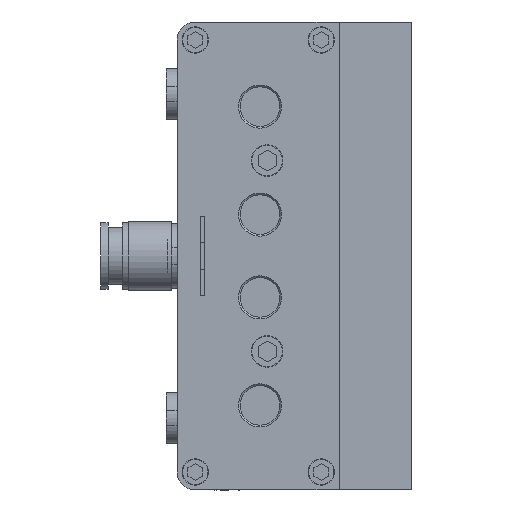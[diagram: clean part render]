
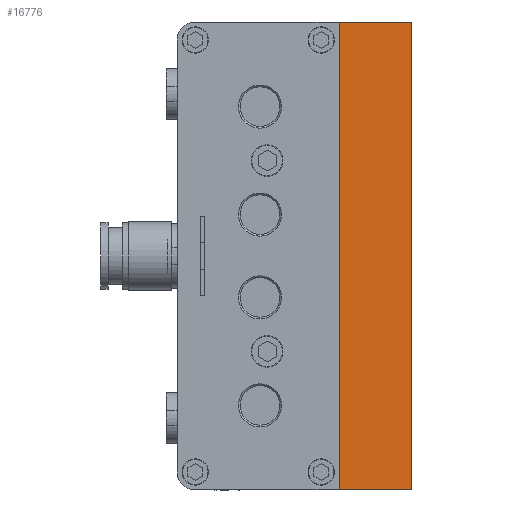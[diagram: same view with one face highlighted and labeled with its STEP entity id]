
A CAD part, left-side view. The second image highlights one B-rep face of the part: STEP entity #16776.
In plain terms, the highlighted planar face has unit normal (-1, 0, 0).
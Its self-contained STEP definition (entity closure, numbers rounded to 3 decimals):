
#578 = VERTEX_POINT ( 'NONE', #29871 ) ;
#857 = CARTESIAN_POINT ( 'NONE',  ( -590., -20., -65. ) ) ;
#2587 = DIRECTION ( 'NONE',  ( 0., 0., -1. ) ) ;
#3328 = FACE_OUTER_BOUND ( 'NONE', #13184, .T. ) ;
#3345 = EDGE_CURVE ( 'NONE', #22423, #33072, #11800, .T. ) ;
#5387 = DIRECTION ( 'NONE',  ( 0., 0., -1. ) ) ;
#6596 = VECTOR ( 'NONE', #32854, 1000. ) ;
#9898 = EDGE_CURVE ( 'NONE', #31157, #22423, #33909, .T. ) ;
#10712 = CARTESIAN_POINT ( 'NONE',  ( -590., -20., 65. ) ) ;
#10824 = CARTESIAN_POINT ( 'NONE',  ( -590., -20., 65. ) ) ;
#11800 = LINE ( 'NONE', #23383, #20140 ) ;
#12059 = CARTESIAN_POINT ( 'NONE',  ( -590., -20., 65. ) ) ;
#13008 = CARTESIAN_POINT ( 'NONE',  ( -590., -20., 65. ) ) ;
#13184 = EDGE_LOOP ( 'NONE', ( #37377, #15123, #31400, #17766 ) ) ;
#14347 = DIRECTION ( 'NONE',  ( 1., 0., 0. ) ) ;
#14897 = PLANE ( 'NONE',  #29957 ) ;
#15123 = ORIENTED_EDGE ( 'NONE', *, *, #3345, .F. ) ;
#16776 = ADVANCED_FACE ( 'NONE', ( #3328 ), #14897, .F. ) ;
#17766 = ORIENTED_EDGE ( 'NONE', *, *, #18444, .T. ) ;
#18444 = EDGE_CURVE ( 'NONE', #31157, #578, #36861, .T. ) ;
#20140 = VECTOR ( 'NONE', #34996, 1000. ) ;
#21243 = CARTESIAN_POINT ( 'NONE',  ( -590., 0., 65. ) ) ;
#22423 = VERTEX_POINT ( 'NONE', #857 ) ;
#23383 = CARTESIAN_POINT ( 'NONE',  ( -590., -20., -65. ) ) ;
#23985 = VECTOR ( 'NONE', #28286, 1000. ) ;
#24419 = CARTESIAN_POINT ( 'NONE',  ( -590., 0., -65. ) ) ;
#24862 = LINE ( 'NONE', #21243, #6596 ) ;
#27030 = EDGE_CURVE ( 'NONE', #578, #33072, #24862, .T. ) ;
#27704 = VECTOR ( 'NONE', #5387, 1000. ) ;
#28286 = DIRECTION ( 'NONE',  ( 0., 1., 0. ) ) ;
#29871 = CARTESIAN_POINT ( 'NONE',  ( -590., 0., 65. ) ) ;
#29957 = AXIS2_PLACEMENT_3D ( 'NONE', #12059, #14347, #2587 ) ;
#31157 = VERTEX_POINT ( 'NONE', #13008 ) ;
#31400 = ORIENTED_EDGE ( 'NONE', *, *, #9898, .F. ) ;
#32854 = DIRECTION ( 'NONE',  ( 0., 0., -1. ) ) ;
#33072 = VERTEX_POINT ( 'NONE', #24419 ) ;
#33909 = LINE ( 'NONE', #10712, #27704 ) ;
#34996 = DIRECTION ( 'NONE',  ( 0., 1., 0. ) ) ;
#36861 = LINE ( 'NONE', #10824, #23985 ) ;
#37377 = ORIENTED_EDGE ( 'NONE', *, *, #27030, .T. ) ;
